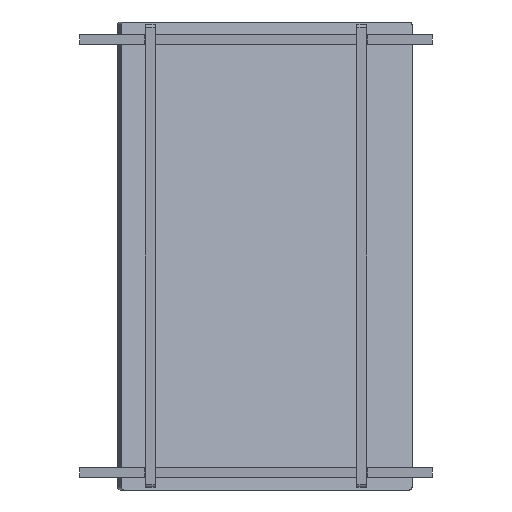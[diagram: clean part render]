
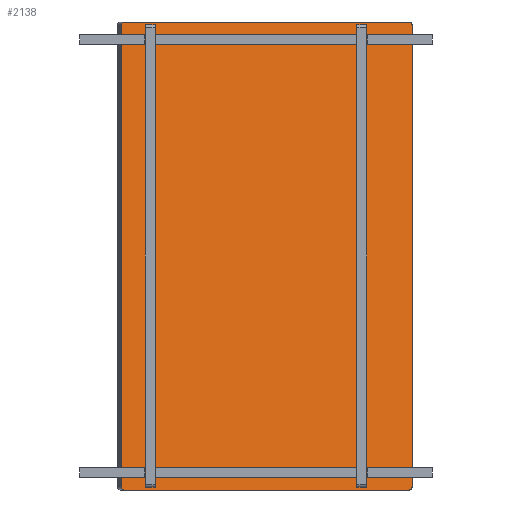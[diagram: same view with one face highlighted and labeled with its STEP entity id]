
A CAD part, front view. The second image highlights one B-rep face of the part: STEP entity #2138.
In plain terms, the highlighted planar face has unit normal (0.375, -0.927, 0).
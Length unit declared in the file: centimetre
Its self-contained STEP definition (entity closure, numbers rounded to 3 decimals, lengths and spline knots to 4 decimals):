
#34=FACE_BOUND('',#307,.T.);
#35=FACE_BOUND('',#308,.T.);
#36=FACE_BOUND('',#309,.T.);
#37=FACE_BOUND('',#310,.T.);
#96=PLANE('',#2292);
#191=FACE_OUTER_BOUND('',#306,.T.);
#306=EDGE_LOOP('',(#1774,#1775,#1776,#1777,#1778,#1779,#1780,#1781));
#307=EDGE_LOOP('',(#1782,#1783,#1784,#1785));
#308=EDGE_LOOP('',(#1786,#1787,#1788,#1789));
#309=EDGE_LOOP('',(#1790,#1791,#1792,#1793));
#310=EDGE_LOOP('',(#1794,#1795,#1796,#1797));
#448=LINE('',#3242,#689);
#470=LINE('',#3294,#711);
#473=LINE('',#3302,#714);
#476=LINE('',#3311,#717);
#478=LINE('',#3315,#719);
#480=LINE('',#3319,#721);
#482=LINE('',#3322,#723);
#484=LINE('',#3327,#725);
#486=LINE('',#3331,#727);
#488=LINE('',#3335,#729);
#490=LINE('',#3338,#731);
#492=LINE('',#3343,#733);
#494=LINE('',#3347,#735);
#496=LINE('',#3351,#737);
#498=LINE('',#3354,#739);
#500=LINE('',#3359,#741);
#502=LINE('',#3363,#743);
#504=LINE('',#3367,#745);
#506=LINE('',#3370,#747);
#507=LINE('',#3372,#748);
#689=VECTOR('',#2619,1.);
#711=VECTOR('',#2655,1.);
#714=VECTOR('',#2664,1.);
#717=VECTOR('',#2673,1.);
#719=VECTOR('',#2677,1.);
#721=VECTOR('',#2681,1.);
#723=VECTOR('',#2685,1.);
#725=VECTOR('',#2689,1.);
#727=VECTOR('',#2693,1.);
#729=VECTOR('',#2697,1.);
#731=VECTOR('',#2701,1.);
#733=VECTOR('',#2705,1.);
#735=VECTOR('',#2709,1.);
#737=VECTOR('',#2713,1.);
#739=VECTOR('',#2717,1.);
#741=VECTOR('',#2721,1.);
#743=VECTOR('',#2725,1.);
#745=VECTOR('',#2729,1.);
#747=VECTOR('',#2733,1.);
#748=VECTOR('',#2736,1.);
#865=CIRCLE('',#2260,0.2);
#870=CIRCLE('',#2268,0.2);
#871=CIRCLE('',#2271,0.2);
#872=CIRCLE('',#2274,0.2);
#983=VERTEX_POINT('',#3229);
#984=VERTEX_POINT('',#3230);
#988=VERTEX_POINT('',#3240);
#1010=VERTEX_POINT('',#3288);
#1011=VERTEX_POINT('',#3292);
#1012=VERTEX_POINT('',#3296);
#1013=VERTEX_POINT('',#3297);
#1014=VERTEX_POINT('',#3304);
#1015=VERTEX_POINT('',#3308);
#1016=VERTEX_POINT('',#3310);
#1017=VERTEX_POINT('',#3314);
#1018=VERTEX_POINT('',#3318);
#1019=VERTEX_POINT('',#3324);
#1020=VERTEX_POINT('',#3326);
#1021=VERTEX_POINT('',#3330);
#1022=VERTEX_POINT('',#3334);
#1023=VERTEX_POINT('',#3340);
#1024=VERTEX_POINT('',#3342);
#1025=VERTEX_POINT('',#3346);
#1026=VERTEX_POINT('',#3350);
#1027=VERTEX_POINT('',#3356);
#1028=VERTEX_POINT('',#3358);
#1029=VERTEX_POINT('',#3362);
#1030=VERTEX_POINT('',#3366);
#1228=EDGE_CURVE('',#983,#984,#865,.T.);
#1234=EDGE_CURVE('',#983,#988,#448,.T.);
#1257=EDGE_CURVE('',#1010,#988,#870,.T.);
#1260=EDGE_CURVE('',#1010,#1011,#470,.T.);
#1261=EDGE_CURVE('',#1012,#1013,#871,.T.);
#1264=EDGE_CURVE('',#1012,#984,#473,.T.);
#1265=EDGE_CURVE('',#1014,#1011,#872,.T.);
#1268=EDGE_CURVE('',#1016,#1015,#476,.T.);
#1270=EDGE_CURVE('',#1017,#1016,#478,.T.);
#1272=EDGE_CURVE('',#1018,#1017,#480,.T.);
#1274=EDGE_CURVE('',#1015,#1018,#482,.T.);
#1276=EDGE_CURVE('',#1020,#1019,#484,.T.);
#1278=EDGE_CURVE('',#1021,#1020,#486,.T.);
#1280=EDGE_CURVE('',#1022,#1021,#488,.T.);
#1282=EDGE_CURVE('',#1019,#1022,#490,.T.);
#1284=EDGE_CURVE('',#1024,#1023,#492,.T.);
#1286=EDGE_CURVE('',#1025,#1024,#494,.T.);
#1288=EDGE_CURVE('',#1026,#1025,#496,.T.);
#1290=EDGE_CURVE('',#1023,#1026,#498,.T.);
#1292=EDGE_CURVE('',#1028,#1027,#500,.T.);
#1294=EDGE_CURVE('',#1029,#1028,#502,.T.);
#1296=EDGE_CURVE('',#1030,#1029,#504,.T.);
#1298=EDGE_CURVE('',#1027,#1030,#506,.T.);
#1299=EDGE_CURVE('',#1014,#1013,#507,.T.);
#1774=ORIENTED_EDGE('',*,*,#1228,.F.);
#1775=ORIENTED_EDGE('',*,*,#1234,.T.);
#1776=ORIENTED_EDGE('',*,*,#1257,.F.);
#1777=ORIENTED_EDGE('',*,*,#1260,.T.);
#1778=ORIENTED_EDGE('',*,*,#1265,.F.);
#1779=ORIENTED_EDGE('',*,*,#1299,.T.);
#1780=ORIENTED_EDGE('',*,*,#1261,.F.);
#1781=ORIENTED_EDGE('',*,*,#1264,.T.);
#1782=ORIENTED_EDGE('',*,*,#1298,.T.);
#1783=ORIENTED_EDGE('',*,*,#1296,.T.);
#1784=ORIENTED_EDGE('',*,*,#1294,.T.);
#1785=ORIENTED_EDGE('',*,*,#1292,.T.);
#1786=ORIENTED_EDGE('',*,*,#1290,.T.);
#1787=ORIENTED_EDGE('',*,*,#1288,.T.);
#1788=ORIENTED_EDGE('',*,*,#1286,.T.);
#1789=ORIENTED_EDGE('',*,*,#1284,.T.);
#1790=ORIENTED_EDGE('',*,*,#1282,.T.);
#1791=ORIENTED_EDGE('',*,*,#1280,.T.);
#1792=ORIENTED_EDGE('',*,*,#1278,.T.);
#1793=ORIENTED_EDGE('',*,*,#1276,.T.);
#1794=ORIENTED_EDGE('',*,*,#1274,.T.);
#1795=ORIENTED_EDGE('',*,*,#1272,.T.);
#1796=ORIENTED_EDGE('',*,*,#1270,.T.);
#1797=ORIENTED_EDGE('',*,*,#1268,.T.);
#2138=ADVANCED_FACE('',(#191,#34,#35,#36,#37),#96,.T.);
#2260=AXIS2_PLACEMENT_3D('',#3231,#2609,#2610);
#2268=AXIS2_PLACEMENT_3D('',#3289,#2649,#2650);
#2271=AXIS2_PLACEMENT_3D('',#3298,#2658,#2659);
#2274=AXIS2_PLACEMENT_3D('',#3305,#2667,#2668);
#2292=AXIS2_PLACEMENT_3D('',#3373,#2737,#2738);
#2609=DIRECTION('center_axis',(-0.375,0.927,0.));
#2610=DIRECTION('ref_axis',(0.656,0.265,0.707));
#2619=DIRECTION('',(-0.927,-0.375,0.));
#2649=DIRECTION('center_axis',(-0.375,0.927,0.));
#2650=DIRECTION('ref_axis',(-0.656,-0.265,0.707));
#2655=DIRECTION('',(0.,0.,-1.));
#2658=DIRECTION('center_axis',(-0.375,0.927,0.));
#2659=DIRECTION('ref_axis',(0.656,0.265,-0.707));
#2664=DIRECTION('',(0.,0.,1.));
#2667=DIRECTION('center_axis',(-0.375,0.927,0.));
#2668=DIRECTION('ref_axis',(-0.656,-0.265,-0.707));
#2673=DIRECTION('',(-0.927,-0.375,0.));
#2677=DIRECTION('',(0.,0.,-1.));
#2681=DIRECTION('',(0.927,0.375,0.));
#2685=DIRECTION('',(0.,0.,1.));
#2689=DIRECTION('',(0.,0.,-1.));
#2693=DIRECTION('',(0.927,0.375,0.));
#2697=DIRECTION('',(0.,0.,1.));
#2701=DIRECTION('',(-0.927,-0.375,0.));
#2705=DIRECTION('',(0.927,0.375,0.));
#2709=DIRECTION('',(0.,0.,1.));
#2713=DIRECTION('',(-0.927,-0.375,0.));
#2717=DIRECTION('',(0.,0.,-1.));
#2721=DIRECTION('',(0.,0.,-1.));
#2725=DIRECTION('',(0.927,0.375,0.));
#2729=DIRECTION('',(0.,0.,1.));
#2733=DIRECTION('',(-0.927,-0.375,0.));
#2736=DIRECTION('',(0.927,0.375,0.));
#2737=DIRECTION('center_axis',(0.375,-0.927,0.));
#2738=DIRECTION('ref_axis',(0.,0.,-1.));
#3229=CARTESIAN_POINT('',(21.0274,11.2202,1.435));
#3230=CARTESIAN_POINT('',(21.2129,11.2951,1.235));
#3231=CARTESIAN_POINT('Origin',(21.0274,11.2202,1.235));
#3240=CARTESIAN_POINT('',(2.8276,3.867,1.435));
#3242=CARTESIAN_POINT('',(21.2129,11.2951,1.435));
#3288=CARTESIAN_POINT('',(2.6422,3.792,1.235));
#3289=CARTESIAN_POINT('Origin',(2.8276,3.867,1.235));
#3292=CARTESIAN_POINT('',(2.6422,3.792,-28.235));
#3294=CARTESIAN_POINT('',(2.6422,3.792,1.435));
#3296=CARTESIAN_POINT('',(21.2129,11.2951,-28.235));
#3297=CARTESIAN_POINT('',(21.0274,11.2202,-28.435));
#3298=CARTESIAN_POINT('Origin',(21.0274,11.2202,-28.235));
#3302=CARTESIAN_POINT('',(21.2129,11.2951,-28.435));
#3304=CARTESIAN_POINT('',(2.8276,3.867,-28.435));
#3305=CARTESIAN_POINT('Origin',(2.8276,3.867,-28.235));
#3308=CARTESIAN_POINT('',(16.1134,9.2348,0.));
#3310=CARTESIAN_POINT('',(18.4313,10.1713,0.));
#3311=CARTESIAN_POINT('',(16.1134,9.2348,0.));
#3314=CARTESIAN_POINT('',(18.4313,10.1713,0.635));
#3315=CARTESIAN_POINT('',(18.4313,10.1713,0.));
#3318=CARTESIAN_POINT('',(16.1134,9.2348,0.635));
#3319=CARTESIAN_POINT('',(18.4313,10.1713,0.635));
#3322=CARTESIAN_POINT('',(16.1134,9.2348,0.635));
#3324=CARTESIAN_POINT('',(18.4313,10.1713,-27.635));
#3326=CARTESIAN_POINT('',(18.4313,10.1713,-27.));
#3327=CARTESIAN_POINT('',(18.4313,10.1713,-27.));
#3330=CARTESIAN_POINT('',(16.1134,9.2348,-27.));
#3331=CARTESIAN_POINT('',(16.1134,9.2348,-27.));
#3334=CARTESIAN_POINT('',(16.1134,9.2348,-27.635));
#3335=CARTESIAN_POINT('',(16.1134,9.2348,-27.635));
#3338=CARTESIAN_POINT('',(18.4313,10.1713,-27.635));
#3340=CARTESIAN_POINT('',(7.7417,5.8524,-27.));
#3342=CARTESIAN_POINT('',(5.4237,4.9159,-27.));
#3343=CARTESIAN_POINT('',(7.7417,5.8524,-27.));
#3346=CARTESIAN_POINT('',(5.4237,4.9159,-27.635));
#3347=CARTESIAN_POINT('',(5.4237,4.9159,-27.));
#3350=CARTESIAN_POINT('',(7.7417,5.8524,-27.635));
#3351=CARTESIAN_POINT('',(5.4237,4.9159,-27.635));
#3354=CARTESIAN_POINT('',(7.7417,5.8524,-27.635));
#3356=CARTESIAN_POINT('',(7.7417,5.8524,0.));
#3358=CARTESIAN_POINT('',(7.7417,5.8524,0.635));
#3359=CARTESIAN_POINT('',(7.7417,5.8524,0.635));
#3362=CARTESIAN_POINT('',(5.4237,4.9159,0.635));
#3363=CARTESIAN_POINT('',(5.4237,4.9159,0.635));
#3366=CARTESIAN_POINT('',(5.4237,4.9159,0.));
#3367=CARTESIAN_POINT('',(5.4237,4.9159,0.));
#3370=CARTESIAN_POINT('',(7.7417,5.8524,0.));
#3372=CARTESIAN_POINT('',(2.6422,3.792,-28.435));
#3373=CARTESIAN_POINT('Origin',(11.9275,7.5436,-13.5));
